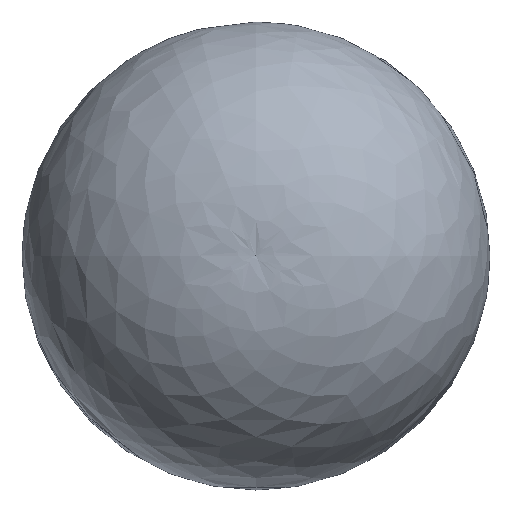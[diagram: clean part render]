
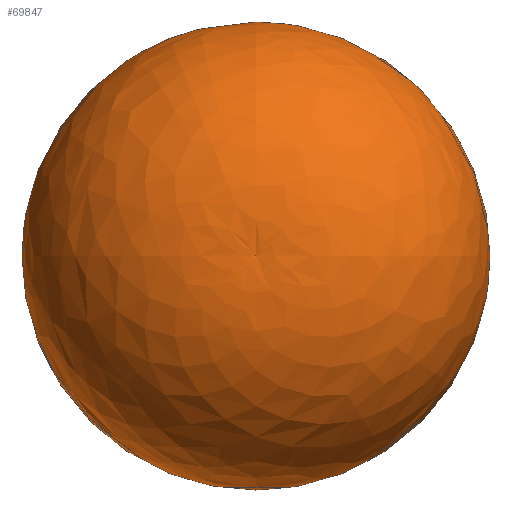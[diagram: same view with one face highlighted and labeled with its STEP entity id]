
A CAD part, top view. The second image highlights one B-rep face of the part: STEP entity #69847.
In plain terms, the highlighted free-form (B-spline) face has degree [2, 2] with [5, 9] control points.
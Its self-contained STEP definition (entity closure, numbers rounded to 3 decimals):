
#275=(
BOUNDED_SURFACE()
B_SPLINE_SURFACE(2,2,((#169219,#169220,#169221,#169222,#169223,#169224,
#169225,#169226,#169227),(#169228,#169229,#169230,#169231,#169232,#169233,
#169234,#169235,#169236),(#169237,#169238,#169239,#169240,#169241,#169242,
#169243,#169244,#169245),(#169246,#169247,#169248,#169249,#169250,#169251,
#169252,#169253,#169254),(#169255,#169256,#169257,#169258,#169259,#169260,
#169261,#169262,#169263)),.UNSPECIFIED.,.F.,.T.,.F.)
B_SPLINE_SURFACE_WITH_KNOTS((3,2,3),(3,2,2,2,3),(-1.702,-0.162,
1.379),(-3.142,-1.571,0.,1.571,
3.142),.UNSPECIFIED.)
GEOMETRIC_REPRESENTATION_ITEM()
RATIONAL_B_SPLINE_SURFACE(((1.,0.707,1.,0.707,1.,
0.707,1.,0.707,1.),(0.718,0.508,
0.718,0.508,0.718,0.508,0.718,
0.508,0.718),(1.,0.707,1.,0.707,
1.,0.707,1.,0.707,1.),(0.718,0.508,
0.718,0.508,0.718,0.508,0.718,
0.508,0.718),(1.,0.707,1.,0.707,
1.,0.707,1.,0.707,1.)))
REPRESENTATION_ITEM('')
SURFACE()
);
#13954=FACE_OUTER_BOUND('',#18674,.T.);
#18674=EDGE_LOOP('',(#60392,#60393,#60394));
#22940=CIRCLE('',#77989,454.594);
#22941=CIRCLE('',#77990,1412.899);
#31176=VERTEX_POINT('',#169216);
#31177=VERTEX_POINT('',#169264);
#40920=EDGE_CURVE('',#31176,#31176,#22940,.T.);
#40921=EDGE_CURVE('',#31176,#31177,#22941,.T.);
#60392=ORIENTED_EDGE('',*,*,#40920,.F.);
#60393=ORIENTED_EDGE('',*,*,#40921,.T.);
#60394=ORIENTED_EDGE('',*,*,#40921,.F.);
#69847=ADVANCED_FACE('',(#13954),#275,.F.);
#77989=AXIS2_PLACEMENT_3D('',#169218,#96163,#96164);
#77990=AXIS2_PLACEMENT_3D('',#169265,#96165,#96166);
#96163=DIRECTION('center_axis',(-1.,0.,0.));
#96164=DIRECTION('ref_axis',(0.,0.,1.));
#96165=DIRECTION('center_axis',(0.,-1.,0.));
#96166=DIRECTION('ref_axis',(0.,0.,
-1.));
#169216=CARTESIAN_POINT('',(-1386.94,185.,-454.594));
#169218=CARTESIAN_POINT('Origin',(-1386.94,185.,0.));
#169219=CARTESIAN_POINT('Ctrl Pts',(1400.735,185.,0.));
#169220=CARTESIAN_POINT('Ctrl Pts',(1400.735,185.,0.));
#169221=CARTESIAN_POINT('Ctrl Pts',(1400.735,185.,0.));
#169222=CARTESIAN_POINT('Ctrl Pts',(1400.735,185.,0.));
#169223=CARTESIAN_POINT('Ctrl Pts',(1400.735,185.,0.));
#169224=CARTESIAN_POINT('Ctrl Pts',(1400.735,185.,0.));
#169225=CARTESIAN_POINT('Ctrl Pts',(1400.735,185.,0.));
#169226=CARTESIAN_POINT('Ctrl Pts',(1400.735,185.,0.));
#169227=CARTESIAN_POINT('Ctrl Pts',(1400.735,185.,0.));
#169228=CARTESIAN_POINT('Ctrl Pts',(1580.206,185.,-1358.874));
#169229=CARTESIAN_POINT('Ctrl Pts',(1580.206,-1173.874,
-1358.874));
#169230=CARTESIAN_POINT('Ctrl Pts',(1580.206,-1173.874,
0.));
#169231=CARTESIAN_POINT('Ctrl Pts',(1580.206,-1173.874,
1358.874));
#169232=CARTESIAN_POINT('Ctrl Pts',(1580.206,185.,1358.874));
#169233=CARTESIAN_POINT('Ctrl Pts',(1580.206,1543.874,1358.874));
#169234=CARTESIAN_POINT('Ctrl Pts',(1580.206,1543.874,0.));
#169235=CARTESIAN_POINT('Ctrl Pts',(1580.206,1543.874,-1358.874));
#169236=CARTESIAN_POINT('Ctrl Pts',(1580.206,185.,-1358.874));
#169237=CARTESIAN_POINT('Ctrl Pts',(227.402,185.,-1579.479));
#169238=CARTESIAN_POINT('Ctrl Pts',(227.402,-1394.479,
-1579.479));
#169239=CARTESIAN_POINT('Ctrl Pts',(227.402,-1394.479,
0.));
#169240=CARTESIAN_POINT('Ctrl Pts',(227.402,-1394.479,
1579.479));
#169241=CARTESIAN_POINT('Ctrl Pts',(227.402,185.,1579.479));
#169242=CARTESIAN_POINT('Ctrl Pts',(227.402,1764.479,1579.479));
#169243=CARTESIAN_POINT('Ctrl Pts',(227.402,1764.479,0.));
#169244=CARTESIAN_POINT('Ctrl Pts',(227.402,1764.479,-1579.479));
#169245=CARTESIAN_POINT('Ctrl Pts',(227.402,185.,-1579.479));
#169246=CARTESIAN_POINT('Ctrl Pts',(-1125.403,185.,
-1800.085));
#169247=CARTESIAN_POINT('Ctrl Pts',(-1125.403,-1615.085,-1800.085));
#169248=CARTESIAN_POINT('Ctrl Pts',(-1125.403,-1615.085,0.));
#169249=CARTESIAN_POINT('Ctrl Pts',(-1125.403,-1615.085,1800.085));
#169250=CARTESIAN_POINT('Ctrl Pts',(-1125.403,185.,
1800.085));
#169251=CARTESIAN_POINT('Ctrl Pts',(-1125.403,1985.085,1800.085));
#169252=CARTESIAN_POINT('Ctrl Pts',(-1125.403,1985.085,0.));
#169253=CARTESIAN_POINT('Ctrl Pts',(-1125.403,1985.085,-1800.085));
#169254=CARTESIAN_POINT('Ctrl Pts',(-1125.403,185.,
-1800.085));
#169255=CARTESIAN_POINT('Ctrl Pts',(-1386.94,185.,
-454.594));
#169256=CARTESIAN_POINT('Ctrl Pts',(-1386.94,-269.594,
-454.594));
#169257=CARTESIAN_POINT('Ctrl Pts',(-1386.94,-269.594,
0.));
#169258=CARTESIAN_POINT('Ctrl Pts',(-1386.94,-269.594,
454.594));
#169259=CARTESIAN_POINT('Ctrl Pts',(-1386.94,185.,
454.594));
#169260=CARTESIAN_POINT('Ctrl Pts',(-1386.94,639.594,
454.594));
#169261=CARTESIAN_POINT('Ctrl Pts',(-1386.94,639.594,
0.));
#169262=CARTESIAN_POINT('Ctrl Pts',(-1386.94,639.594,
-454.594));
#169263=CARTESIAN_POINT('Ctrl Pts',(-1386.94,185.,
-454.594));
#169264=CARTESIAN_POINT('',(1400.735,185.,0.));
#169265=CARTESIAN_POINT('Origin',(0.,185.,-185.));
